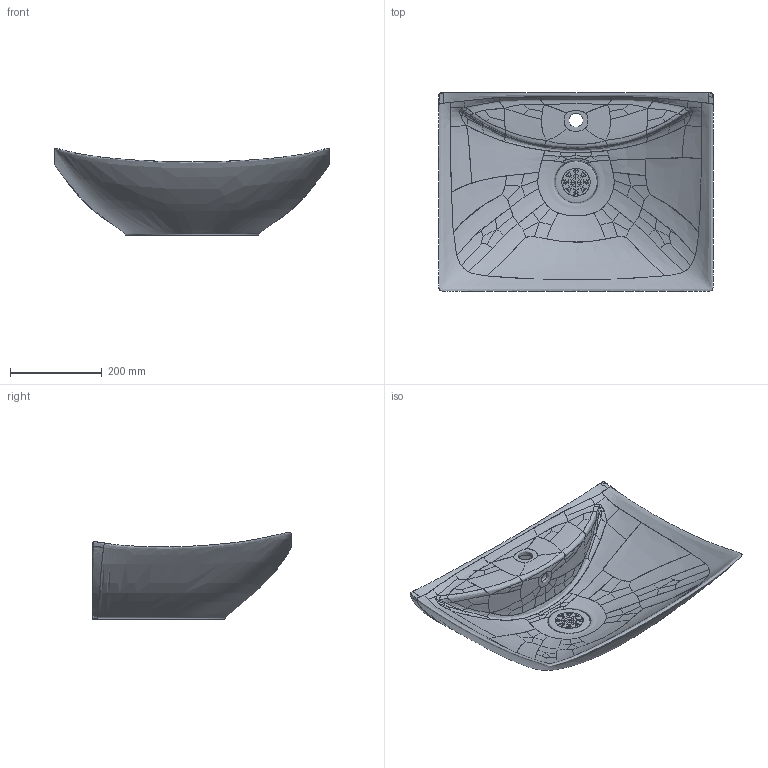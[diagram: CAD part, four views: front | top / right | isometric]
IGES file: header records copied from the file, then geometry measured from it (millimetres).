
Global section: file name: 12H05.ESV; native system: Rhinoceros ( Dec  8 2020 ); preprocessor: Trout Lake IGES 012 Dec  8 2020; date: 250712.134657; units: centimetre
Bounding box: 599.86 x 433.58 x 189.75 mm (x, y, z)
Surface area: 705162.2 mm2 (no closed solid volume)
Topology: 0 solids, 0 shells, 264 faces, 1053 edges, 1050 vertices
Faces by surface type: bspline 264
